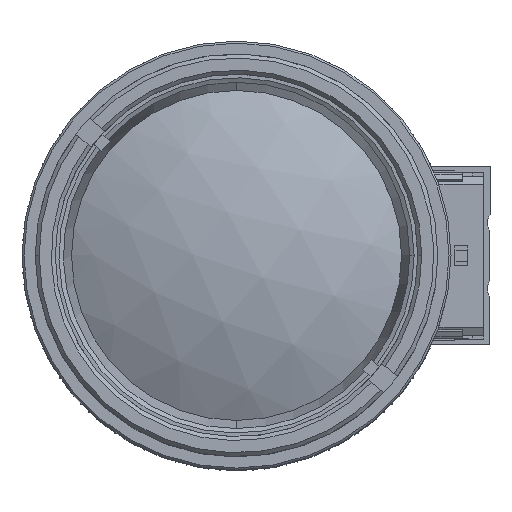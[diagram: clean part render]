
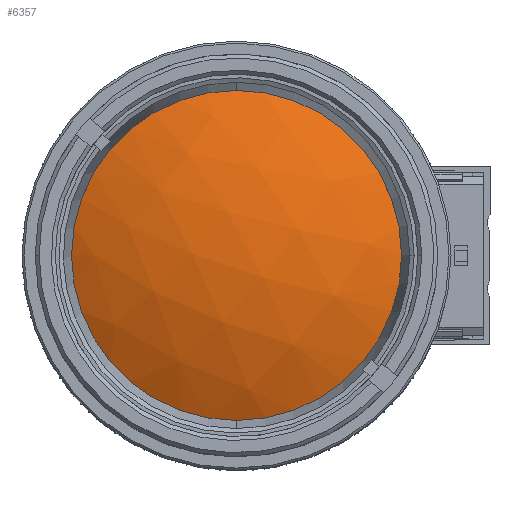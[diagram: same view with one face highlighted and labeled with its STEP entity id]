
A CAD part, top view. The second image highlights one B-rep face of the part: STEP entity #6357.
In plain terms, the highlighted spherical face has radius 27.202 mm.
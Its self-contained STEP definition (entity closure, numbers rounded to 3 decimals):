
#1510 = AXIS2_PLACEMENT_3D ( 'NONE', #11825, #9426, #19324 ) ;
#3242 = EDGE_LOOP ( 'NONE', ( #11918, #14210 ) ) ;
#5957 = DIRECTION ( 'NONE',  ( 0.357, -0.3, 0.885 ) ) ;
#6357 = ADVANCED_FACE ( 'NONE', ( #22229 ), #13749, .T. ) ;
#7464 = AXIS2_PLACEMENT_3D ( 'NONE', #8661, #10735, #5957 ) ;
#8661 = CARTESIAN_POINT ( 'NONE',  ( 0., 0., 25.552 ) ) ;
#9426 = DIRECTION ( 'NONE',  ( 0., 0., 1. ) ) ;
#10735 = DIRECTION ( 'NONE',  ( -0.678, 0.569, 0.466 ) ) ;
#11825 = CARTESIAN_POINT ( 'NONE',  ( 0., 0., 49.711 ) ) ;
#11918 = ORIENTED_EDGE ( 'NONE', *, *, #23522, .T. ) ;
#12995 = VERTEX_POINT ( 'NONE', #18450 ) ;
#13749 = SPHERICAL_SURFACE ( 'NONE', #7464, 27.202 ) ;
#14210 = ORIENTED_EDGE ( 'NONE', *, *, #22353, .T. ) ;
#15409 = DIRECTION ( 'NONE',  ( 0., 0., 1. ) ) ;
#16801 = CIRCLE ( 'NONE', #1510, 12.5 ) ;
#18450 = CARTESIAN_POINT ( 'NONE',  ( 12.5, 0., 49.711 ) ) ;
#19258 = CARTESIAN_POINT ( 'NONE',  ( -12.5, 0., 49.711 ) ) ;
#19324 = DIRECTION ( 'NONE',  ( -1., 0., 0. ) ) ;
#20668 = CARTESIAN_POINT ( 'NONE',  ( 0., 0., 49.711 ) ) ;
#22023 = AXIS2_PLACEMENT_3D ( 'NONE', #20668, #15409, #30192 ) ;
#22229 = FACE_OUTER_BOUND ( 'NONE', #3242, .T. ) ;
#22353 = EDGE_CURVE ( 'NONE', #12995, #30086, #23517, .T. ) ;
#23517 = CIRCLE ( 'NONE', #22023, 12.5 ) ;
#23522 = EDGE_CURVE ( 'NONE', #30086, #12995, #16801, .T. ) ;
#30086 = VERTEX_POINT ( 'NONE', #19258 ) ;
#30192 = DIRECTION ( 'NONE',  ( -1., 0., 0. ) ) ;
